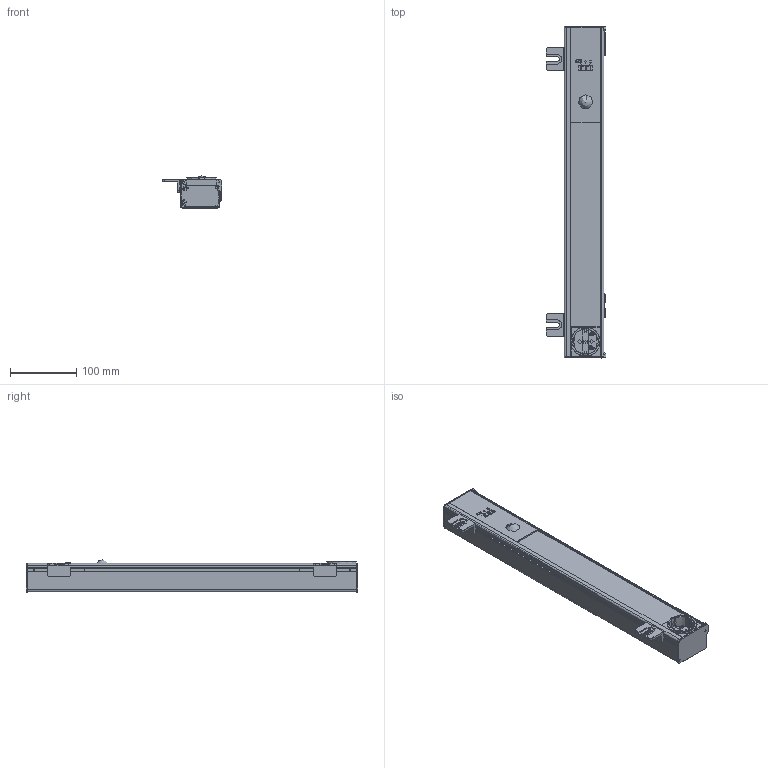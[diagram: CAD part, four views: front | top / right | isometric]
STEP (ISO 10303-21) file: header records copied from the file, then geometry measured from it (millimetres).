
FILE_DESCRIPTION(/* description */ (''),/* implementation_level */ '2;1');
FILE_NAME(/* name */ '109146_LED-A-500-B-E-R-vx.stp',/* time_stamp */ '2025-11-27T18:14:27+01:00',/* author */ ('CAD'),/* organization */ (''),/* preprocessor_version */ 'ST-DEVELOPER v15.6',/* originating_system */ 'Autodesk Inventor 2015',/* authorisation */ '');
FILE_SCHEMA (('CONFIG_CONTROL_DESIGN'));
Products named in the file (1): 109146_LED-A-500-B-E-R-vx_Shrinkwrap_1
Bounding box: 90.1 x 500 x 48.3 mm (x, y, z)
Surface area: 389887.5 mm2 (no closed solid volume)
Topology: 0 solids, 39 shells, 5823 faces, 15688 edges, 10088 vertices
Faces by surface type: plane 3832, cylinder 1041, bspline 584, torus 156, cone 123, sphere 87
Full cylindrical faces by diameter (mm): 1.2 x3, 2.2 x3, 2.5 x10, 2.65 x1, 2.797 x1, 2.8 x2, 3 x3, 3.15 x1, 3.3 x2, 3.5 x1, 3.8 x1, 5.5 x2, 8.2 x1, 20.902 x1, 22 x1, 25 x1, 26 x1, 28 x1, 36.995 x1
Entity records: 202659 total; most frequent: CARTESIAN_POINT 56046, ORIENTED_EDGE 31000, DIRECTION 27315, EDGE_CURVE 15554, LINE 11641, VECTOR 11641, VERTEX_POINT 10064, AXIS2_PLACEMENT_3D 7837
